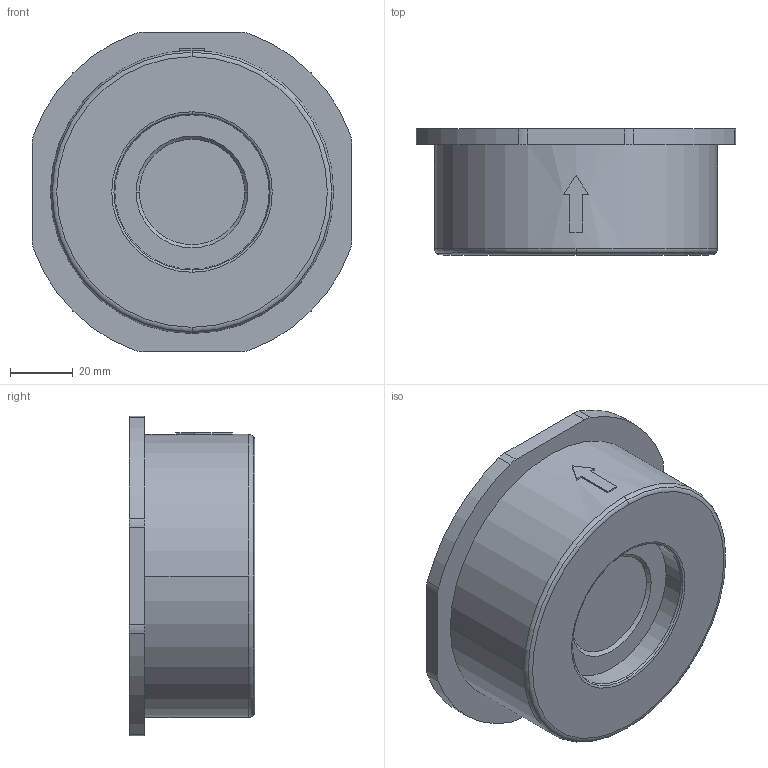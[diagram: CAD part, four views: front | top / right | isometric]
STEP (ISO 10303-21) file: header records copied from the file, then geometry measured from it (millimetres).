
FILE_DESCRIPTION((''),'2;1');
FILE_NAME('2026-DN50_ASM','2015-10-16T',('Administrator'),(''),'PRO/ENGINEER BY PARAMETRIC TECHNOLOGY CORPORATION, 2011080','PRO/ENGINEER BY PARAMETRIC TECHNOLOGY CORPORATION, 2011080','');
FILE_SCHEMA(('CONFIG_CONTROL_DESIGN'));
Length unit declared in the file: millimetre
Products named in the file (5): TMP_DWG-3DSOLID_88254; TMP_DWG-3DSOLID_88271; TMP_DWG-3DSOLID_88280; PRT0052; 2026-DN50_ASM
Assembly tree (4 placements, depth 2):
  2026-DN50_ASM
    TMP_DWG-3DSOLID_88254
    TMP_DWG-3DSOLID_88271
    TMP_DWG-3DSOLID_88280
    PRT0052
Bounding box: 101.6 x 40 x 101.6 mm (x, y, z)
Volume: 114955.3 mm3; surface area: 48492.8 mm2
Topology: 3 solids, 3 shells, 111 faces, 312 edges, 211 vertices
Faces by surface type: plane 53, cylinder 39, torus 15, cone 4
Entity records: 3887 total; most frequent: CARTESIAN_POINT 759, DIRECTION 680, ORIENTED_EDGE 624, EDGE_CURVE 312, AXIS2_PLACEMENT_3D 266, VERTEX_POINT 211, VECTOR 148, LINE 148
